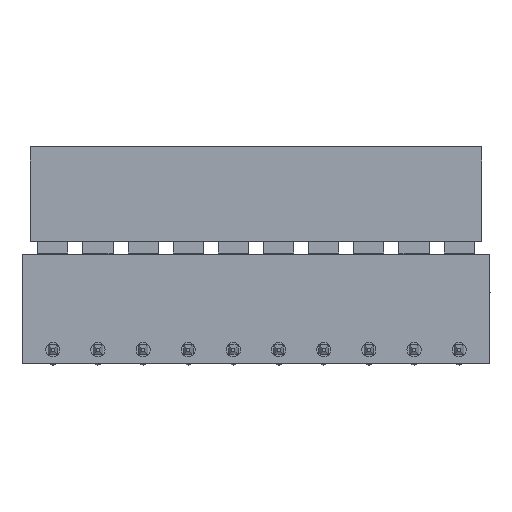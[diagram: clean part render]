
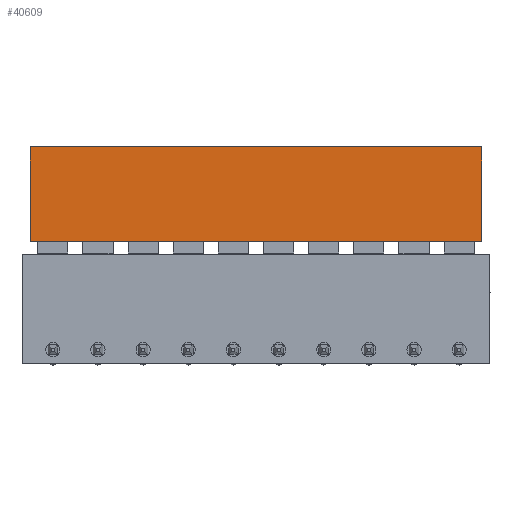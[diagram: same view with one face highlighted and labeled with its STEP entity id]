
A CAD part, front view. The second image highlights one B-rep face of the part: STEP entity #40609.
In plain terms, the highlighted planar face has unit normal (0, -1, 0).
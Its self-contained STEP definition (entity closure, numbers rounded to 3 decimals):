
#388 = DIRECTION ( 'NONE',  ( 0., 0., -1. ) ) ;
#490 = CARTESIAN_POINT ( 'NONE',  ( 0.695, -3.22, 9.15 ) ) ;
#532 = CARTESIAN_POINT ( 'NONE',  ( 0.695, -3.22, 5.15 ) ) ;
#632 = PLANE ( 'NONE',  #41379 ) ;
#4452 = FACE_OUTER_BOUND ( 'NONE', #38797, .T. ) ;
#7903 = EDGE_CURVE ( 'NONE', #28575, #23341, #15452, .T. ) ;
#8149 = EDGE_CURVE ( 'NONE', #25354, #32241, #10730, .T. ) ;
#10730 = LINE ( 'NONE', #34061, #49514 ) ;
#10988 = DIRECTION ( 'NONE',  ( -1., 0., 0. ) ) ;
#11760 = CARTESIAN_POINT ( 'NONE',  ( 38.795, -3.22, 5.15 ) ) ;
#11790 = ORIENTED_EDGE ( 'NONE', *, *, #7903, .T. ) ;
#15452 = LINE ( 'NONE', #532, #45437 ) ;
#17240 = CARTESIAN_POINT ( 'NONE',  ( 0.695, -3.22, 5.15 ) ) ;
#18846 = ORIENTED_EDGE ( 'NONE', *, *, #23996, .T. ) ;
#19482 = EDGE_CURVE ( 'NONE', #23341, #25354, #27378, .T. ) ;
#19963 = DIRECTION ( 'NONE',  ( 1., 0., 0. ) ) ;
#23341 = VERTEX_POINT ( 'NONE', #11760 ) ;
#23996 = EDGE_CURVE ( 'NONE', #32241, #28575, #35121, .T. ) ;
#25354 = VERTEX_POINT ( 'NONE', #27850 ) ;
#27378 = LINE ( 'NONE', #42765, #36523 ) ;
#27850 = CARTESIAN_POINT ( 'NONE',  ( 38.795, -3.22, 13.1 ) ) ;
#28575 = VERTEX_POINT ( 'NONE', #17240 ) ;
#29289 = ORIENTED_EDGE ( 'NONE', *, *, #8149, .T. ) ;
#29319 = DIRECTION ( 'NONE',  ( 0., 0., -1. ) ) ;
#32241 = VERTEX_POINT ( 'NONE', #44602 ) ;
#34061 = CARTESIAN_POINT ( 'NONE',  ( 0.695, -3.22, 13.1 ) ) ;
#35121 = LINE ( 'NONE', #490, #49648 ) ;
#36523 = VECTOR ( 'NONE', #49415, 1000. ) ;
#38071 = DIRECTION ( 'NONE',  ( 0., -1., 0. ) ) ;
#38797 = EDGE_LOOP ( 'NONE', ( #29289, #18846, #11790, #46037 ) ) ;
#40609 = ADVANCED_FACE ( 'NONE', ( #4452 ), #632, .T. ) ;
#41379 = AXIS2_PLACEMENT_3D ( 'NONE', #46953, #38071, #388 ) ;
#42765 = CARTESIAN_POINT ( 'NONE',  ( 38.795, -3.22, 9.15 ) ) ;
#44602 = CARTESIAN_POINT ( 'NONE',  ( 0.695, -3.22, 13.1 ) ) ;
#45437 = VECTOR ( 'NONE', #19963, 1000. ) ;
#46037 = ORIENTED_EDGE ( 'NONE', *, *, #19482, .T. ) ;
#46953 = CARTESIAN_POINT ( 'NONE',  ( 0.695, -3.22, 9.15 ) ) ;
#49415 = DIRECTION ( 'NONE',  ( 0., 0., 1. ) ) ;
#49514 = VECTOR ( 'NONE', #10988, 1000. ) ;
#49648 = VECTOR ( 'NONE', #29319, 1000. ) ;
